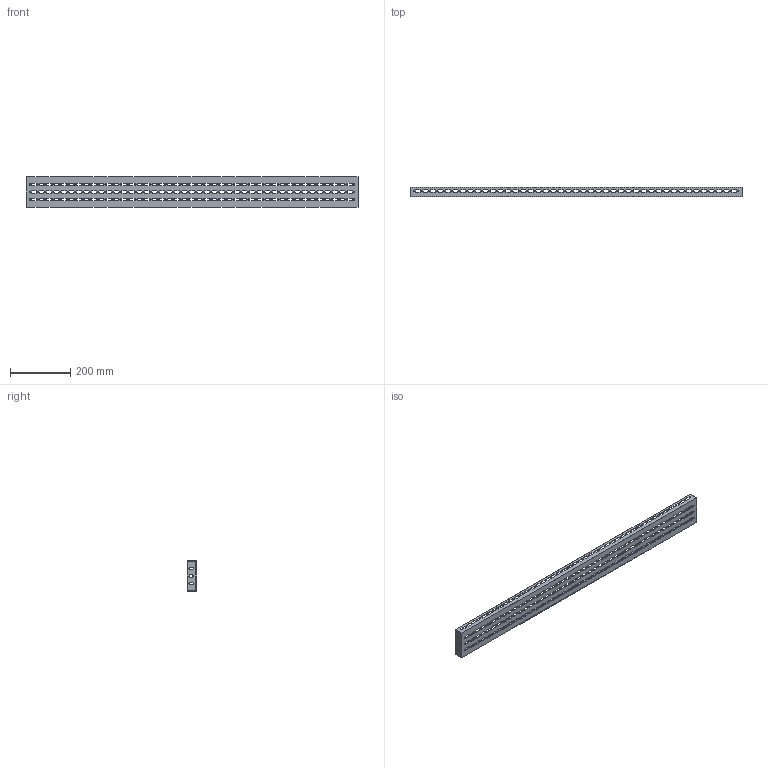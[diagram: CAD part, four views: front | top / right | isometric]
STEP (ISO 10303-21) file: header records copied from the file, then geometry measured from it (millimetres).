
FILE_DESCRIPTION (( 'STEP AP214' ), '1' );
FILE_NAME ('TCKC01.STEP', '2025-05-14T19:00:01', ( '' ), ( '' ), 'SwSTEP 2.0', 'SolidWorks 2024', '' );
FILE_SCHEMA (( 'AUTOMOTIVE_DESIGN' ));
Length unit declared in the file: millimetre
Products named in the file (1): TCKC01
Bounding box: 1102 x 30 x 100 mm (x, y, z)
Volume: 289234.2 mm3; surface area: 320988.9 mm2
Topology: 1 solids, 1 shells, 1115 faces, 3468 edges, 2356 vertices
Faces by surface type: plane 883, cylinder 232
Full cylindrical faces by diameter (mm): 4.25 x220
Entity records: 37881 total; most frequent: CARTESIAN_POINT 6456, ORIENTED_EDGE 6232, DIRECTION 5812, EDGE_CURVE 3116, LINE 2652, VECTOR 2652, VERTEX_POINT 2224, EDGE_LOOP 2218
